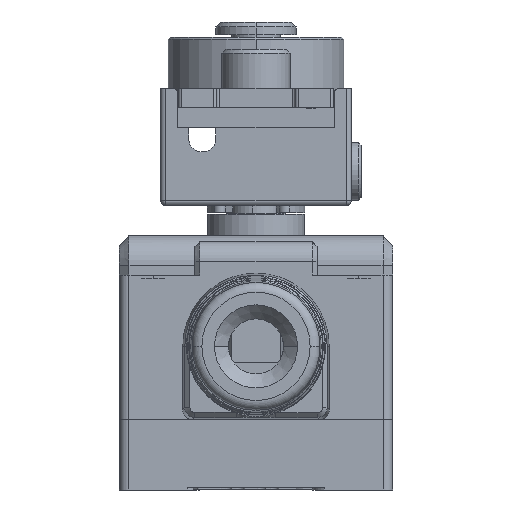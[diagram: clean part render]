
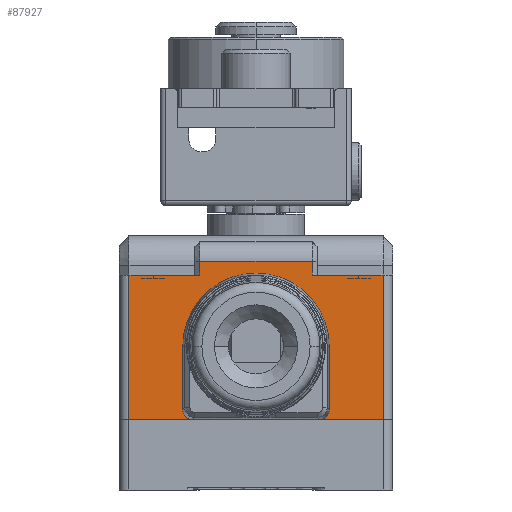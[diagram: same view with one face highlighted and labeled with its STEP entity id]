
A CAD part, front view. The second image highlights one B-rep face of the part: STEP entity #87927.
In plain terms, the highlighted face is planar.
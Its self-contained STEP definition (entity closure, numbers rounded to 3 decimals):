
#82101=DIRECTION('',(0.,0.,1.));
#82102=VECTOR('',#82101,7.25);
#82103=CARTESIAN_POINT('',(0.,15.8,-13.));
#82104=LINE('',#82103,#82102);
#82109=DIRECTION('',(0.,0.,1.));
#82110=VECTOR('',#82109,7.25);
#82111=CARTESIAN_POINT('',(0.,15.8,5.75));
#82112=LINE('',#82111,#82110);
#82197=DIRECTION('',(0.,-1.,0.));
#82198=VECTOR('',#82197,1.4);
#82199=CARTESIAN_POINT('',(0.,17.2,5.75));
#82200=LINE('',#82199,#82198);
#82201=DIRECTION('',(0.,0.,-1.));
#82202=VECTOR('',#82201,11.5);
#82203=CARTESIAN_POINT('',(0.,17.2,5.75));
#82204=LINE('',#82203,#82202);
#82205=DIRECTION('',(0.,1.,0.));
#82206=VECTOR('',#82205,1.4);
#82207=CARTESIAN_POINT('',(0.,15.8,-5.75));
#82208=LINE('',#82207,#82206);
#82209=DIRECTION('',(0.,-1.,0.));
#82210=VECTOR('',#82209,15.8);
#82211=CARTESIAN_POINT('',(0.,15.8,-13.));
#82212=LINE('',#82211,#82210);
#82213=DIRECTION('',(0.,0.,1.));
#82214=VECTOR('',#82213,6.9);
#82215=CARTESIAN_POINT('',(0.,0.,-13.));
#82216=LINE('',#82215,#82214);
#82217=DIRECTION('',(0.,1.,0.));
#82218=VECTOR('',#82217,7.05);
#82219=CARTESIAN_POINT('',(0.,0.,-6.1));
#82220=LINE('',#82219,#82218);
#82221=CARTESIAN_POINT('',(0.,7.05,0.));
#82222=DIRECTION('',(1.,0.,0.));
#82223=DIRECTION('',(0.,0.,-1.));
#82224=AXIS2_PLACEMENT_3D('',#82221,#82222,#82223);
#82226=DIRECTION('',(0.,1.,0.));
#82227=VECTOR('',#82226,7.05);
#82228=CARTESIAN_POINT('',(0.,0.,6.1));
#82229=LINE('',#82228,#82227);
#82230=DIRECTION('',(0.,0.,1.));
#82231=VECTOR('',#82230,6.9);
#82232=CARTESIAN_POINT('',(0.,0.,6.1));
#82233=LINE('',#82232,#82231);
#82234=DIRECTION('',(0.,1.,0.));
#82235=VECTOR('',#82234,15.8);
#82236=CARTESIAN_POINT('',(0.,0.,13.));
#82237=LINE('',#82236,#82235);
#85715=CARTESIAN_POINT('',(0.,7.05,-6.1));
#85716=CARTESIAN_POINT('',(0.,7.05,6.1));
#85717=VERTEX_POINT('',#85715);
#85718=VERTEX_POINT('',#85716);
#85719=CARTESIAN_POINT('',(0.,0.,6.1));
#85720=VERTEX_POINT('',#85719);
#85721=CARTESIAN_POINT('',(0.,0.,-6.1));
#85722=VERTEX_POINT('',#85721);
#85735=CARTESIAN_POINT('',(0.,0.,13.));
#85736=CARTESIAN_POINT('',(0.,15.8,13.));
#85737=VERTEX_POINT('',#85735);
#85738=VERTEX_POINT('',#85736);
#85743=CARTESIAN_POINT('',(0.,15.8,-13.));
#85744=CARTESIAN_POINT('',(0.,0.,-13.));
#85745=VERTEX_POINT('',#85743);
#85746=VERTEX_POINT('',#85744);
#86011=CARTESIAN_POINT('',(0.,17.2,5.75));
#86012=CARTESIAN_POINT('',(0.,15.8,5.75));
#86013=VERTEX_POINT('',#86011);
#86014=VERTEX_POINT('',#86012);
#86031=CARTESIAN_POINT('',(0.,17.2,-5.75));
#86032=VERTEX_POINT('',#86031);
#86035=CARTESIAN_POINT('',(0.,15.8,-5.75));
#86036=VERTEX_POINT('',#86035);
#87901=CARTESIAN_POINT('',(0.,-0.4,-14.));
#87902=DIRECTION('',(1.,0.,0.));
#87903=DIRECTION('',(0.,1.,0.));
#87904=AXIS2_PLACEMENT_3D('',#87901,#87902,#87903);
#87905=PLANE('',#87904);
#87907=ORIENTED_EDGE('',*,*,#87906,.F.);
#87909=ORIENTED_EDGE('',*,*,#87908,.T.);
#87910=ORIENTED_EDGE('',*,*,#87892,.F.);
#87911=ORIENTED_EDGE('',*,*,#87740,.F.);
#87913=ORIENTED_EDGE('',*,*,#87912,.T.);
#87914=ORIENTED_EDGE('',*,*,#87488,.T.);
#87916=ORIENTED_EDGE('',*,*,#87915,.T.);
#87918=ORIENTED_EDGE('',*,*,#87917,.T.);
#87920=ORIENTED_EDGE('',*,*,#87919,.F.);
#87921=ORIENTED_EDGE('',*,*,#87511,.T.);
#87923=ORIENTED_EDGE('',*,*,#87922,.T.);
#87924=ORIENTED_EDGE('',*,*,#87762,.F.);
#87925=EDGE_LOOP('',(#87907,#87909,#87910,#87911,#87913,#87914,#87916,#87918,
#87920,#87921,#87923,#87924));
#87926=FACE_OUTER_BOUND('',#87925,.F.);
#87927=ADVANCED_FACE('',(#87926),#87905,.T.);
#82225=CIRCLE('',#82224,6.1);
#87488=EDGE_CURVE('',#85746,#85722,#82216,.T.);
#87511=EDGE_CURVE('',#85720,#85737,#82233,.T.);
#87740=EDGE_CURVE('',#85745,#86036,#82104,.T.);
#87762=EDGE_CURVE('',#86014,#85738,#82112,.T.);
#87892=EDGE_CURVE('',#86036,#86032,#82208,.T.);
#87906=EDGE_CURVE('',#86013,#86014,#82200,.T.);
#87908=EDGE_CURVE('',#86013,#86032,#82204,.T.);
#87912=EDGE_CURVE('',#85745,#85746,#82212,.T.);
#87915=EDGE_CURVE('',#85722,#85717,#82220,.T.);
#87917=EDGE_CURVE('',#85717,#85718,#82225,.T.);
#87919=EDGE_CURVE('',#85720,#85718,#82229,.T.);
#87922=EDGE_CURVE('',#85737,#85738,#82237,.T.);
